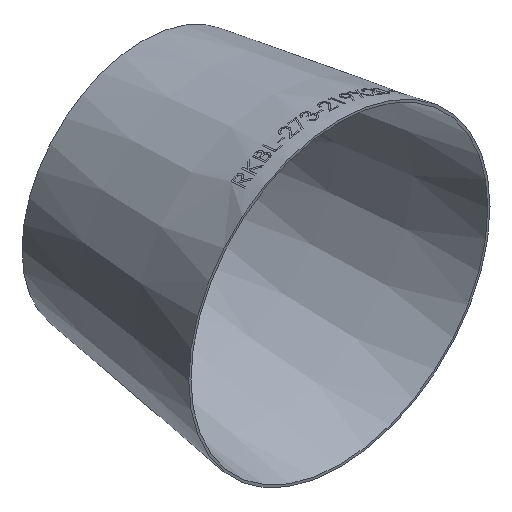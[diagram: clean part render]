
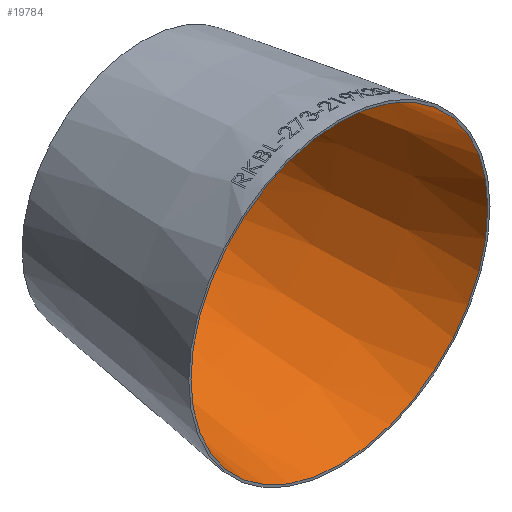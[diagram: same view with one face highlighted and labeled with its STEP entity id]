
A CAD part, isometric view. The second image highlights one B-rep face of the part: STEP entity #19784.
In plain terms, the highlighted conical face has half-angle 8.609 degrees and reference radius 134.477 mm.
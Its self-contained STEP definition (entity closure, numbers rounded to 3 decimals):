
#300 = CIRCLE ( 'NONE', #17831, 107.527 ) ;
#1962 = VERTEX_POINT ( 'NONE', #22949 ) ;
#2576 = FACE_BOUND ( 'NONE', #5994, .T. ) ;
#3040 = DIRECTION ( 'NONE',  ( 0., -1., 0. ) ) ;
#5803 = EDGE_LOOP ( 'NONE', ( #10538 ) ) ;
#5994 = EDGE_LOOP ( 'NONE', ( #27797 ) ) ;
#7267 = AXIS2_PLACEMENT_3D ( 'NONE', #11121, #20346, #30209 ) ;
#7607 = DIRECTION ( 'NONE',  ( 0., 0., -1. ) ) ;
#10309 = AXIS2_PLACEMENT_3D ( 'NONE', #18578, #28127, #16554 ) ;
#10538 = ORIENTED_EDGE ( 'NONE', *, *, #26079, .T. ) ;
#11121 = CARTESIAN_POINT ( 'NONE',  ( 0., 0., 0. ) ) ;
#13577 = CARTESIAN_POINT ( 'NONE',  ( 0., 178., -107.527 ) ) ;
#14045 = VERTEX_POINT ( 'NONE', #13577 ) ;
#16554 = DIRECTION ( 'NONE',  ( 0., 0., -1. ) ) ;
#17831 = AXIS2_PLACEMENT_3D ( 'NONE', #26710, #3040, #7607 ) ;
#18578 = CARTESIAN_POINT ( 'NONE',  ( 0., 0., 0. ) ) ;
#18756 = CIRCLE ( 'NONE', #7267, 134.477 ) ;
#19784 = ADVANCED_FACE ( 'NONE', ( #2576, #28288 ), #21809, .F. ) ;
#19949 = EDGE_CURVE ( 'NONE', #14045, #14045, #300, .T. ) ;
#20346 = DIRECTION ( 'NONE',  ( 0., -1., 0. ) ) ;
#21809 = CONICAL_SURFACE ( 'NONE', #10309, 134.477, 0.15 ) ;
#22949 = CARTESIAN_POINT ( 'NONE',  ( 0., 0., -134.477 ) ) ;
#26079 = EDGE_CURVE ( 'NONE', #1962, #1962, #18756, .T. ) ;
#26710 = CARTESIAN_POINT ( 'NONE',  ( 0., 178., 0. ) ) ;
#27797 = ORIENTED_EDGE ( 'NONE', *, *, #19949, .F. ) ;
#28127 = DIRECTION ( 'NONE',  ( 0., -1., 0. ) ) ;
#28288 = FACE_OUTER_BOUND ( 'NONE', #5803, .T. ) ;
#30209 = DIRECTION ( 'NONE',  ( 0., 0., -1. ) ) ;
